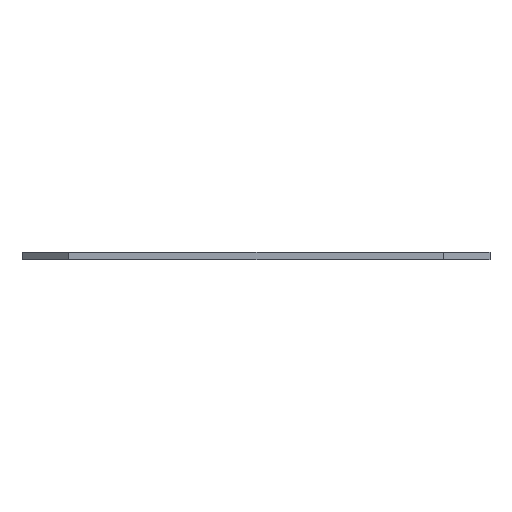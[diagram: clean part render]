
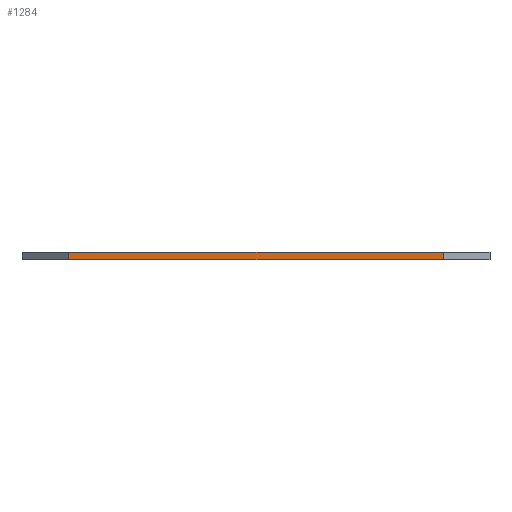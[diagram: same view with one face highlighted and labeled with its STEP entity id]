
A CAD part, front view. The second image highlights one B-rep face of the part: STEP entity #1284.
In plain terms, the highlighted planar face has unit normal (0, -1, 0).
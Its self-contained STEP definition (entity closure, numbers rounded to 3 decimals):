
#291 = LINE ( 'NONE', #4758, #903 ) ;
#703 = CARTESIAN_POINT ( 'NONE',  ( 320., -270., 6. ) ) ;
#888 = CARTESIAN_POINT ( 'NONE',  ( -400., -270., -6. ) ) ;
#903 = VECTOR ( 'NONE', #3895, 1000. ) ;
#1005 = EDGE_CURVE ( 'NONE', #2452, #3701, #5137, .T. ) ;
#1284 = ADVANCED_FACE ( 'NONE', ( #1355 ), #2539, .F. ) ;
#1285 = LINE ( 'NONE', #888, #4518 ) ;
#1328 = CARTESIAN_POINT ( 'NONE',  ( -320., -270., 6. ) ) ;
#1355 = FACE_OUTER_BOUND ( 'NONE', #4688, .T. ) ;
#1361 = ORIENTED_EDGE ( 'NONE', *, *, #1005, .T. ) ;
#1378 = DIRECTION ( 'NONE',  ( 0., 1., 0. ) ) ;
#2280 = LINE ( 'NONE', #3034, #3607 ) ;
#2303 = DIRECTION ( 'NONE',  ( 1., 0., 0. ) ) ;
#2371 = CARTESIAN_POINT ( 'NONE',  ( -320., -270., -6. ) ) ;
#2417 = ORIENTED_EDGE ( 'NONE', *, *, #4921, .F. ) ;
#2452 = VERTEX_POINT ( 'NONE', #1328 ) ;
#2539 = PLANE ( 'NONE',  #4597 ) ;
#2894 = DIRECTION ( 'NONE',  ( 1., 0., 0. ) ) ;
#3034 = CARTESIAN_POINT ( 'NONE',  ( -400., -270., 6. ) ) ;
#3231 = ORIENTED_EDGE ( 'NONE', *, *, #3446, .T. ) ;
#3446 = EDGE_CURVE ( 'NONE', #3701, #4661, #1285, .T. ) ;
#3607 = VECTOR ( 'NONE', #2303, 1000. ) ;
#3700 = EDGE_CURVE ( 'NONE', #4661, #4493, #291, .T. ) ;
#3701 = VERTEX_POINT ( 'NONE', #2371 ) ;
#3793 = CARTESIAN_POINT ( 'NONE',  ( 320., -270., -6. ) ) ;
#3794 = DIRECTION ( 'NONE',  ( 0., 0., 1. ) ) ;
#3895 = DIRECTION ( 'NONE',  ( 0., 0., 1. ) ) ;
#4142 = CARTESIAN_POINT ( 'NONE',  ( -400., -270., 6. ) ) ;
#4260 = VECTOR ( 'NONE', #5159, 1000. ) ;
#4493 = VERTEX_POINT ( 'NONE', #703 ) ;
#4518 = VECTOR ( 'NONE', #2894, 1000. ) ;
#4597 = AXIS2_PLACEMENT_3D ( 'NONE', #4142, #1378, #3794 ) ;
#4661 = VERTEX_POINT ( 'NONE', #3793 ) ;
#4688 = EDGE_LOOP ( 'NONE', ( #3231, #4977, #2417, #1361 ) ) ;
#4758 = CARTESIAN_POINT ( 'NONE',  ( 320., -270., 6. ) ) ;
#4801 = CARTESIAN_POINT ( 'NONE',  ( -320., -270., 6. ) ) ;
#4921 = EDGE_CURVE ( 'NONE', #2452, #4493, #2280, .T. ) ;
#4977 = ORIENTED_EDGE ( 'NONE', *, *, #3700, .T. ) ;
#5137 = LINE ( 'NONE', #4801, #4260 ) ;
#5159 = DIRECTION ( 'NONE',  ( 0., 0., -1. ) ) ;
